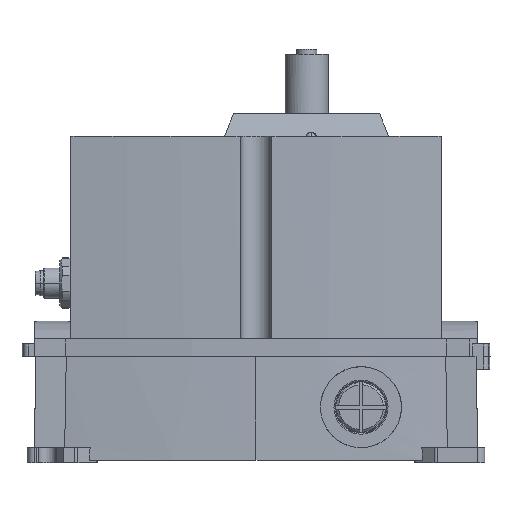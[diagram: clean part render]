
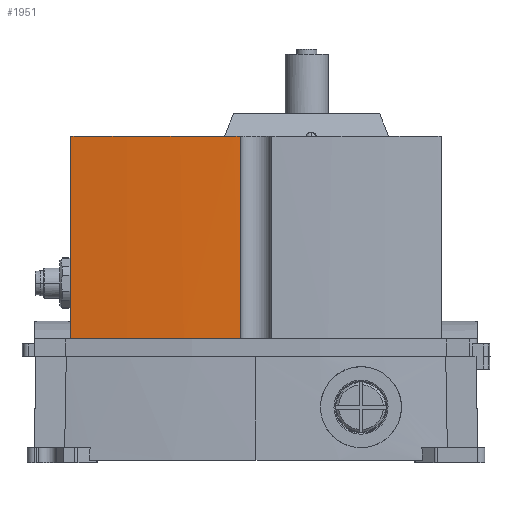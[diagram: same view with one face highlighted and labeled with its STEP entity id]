
A CAD part, front view. The second image highlights one B-rep face of the part: STEP entity #1951.
In plain terms, the highlighted cylindrical face has radius 588.61 mm (diameter 1177.22 mm), a partial arc.
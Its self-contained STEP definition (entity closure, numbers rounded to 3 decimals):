
#1353=AXIS2_PLACEMENT_3D('Circle Axis2P3D',#1351,#1352,$) ;
#1360=AXIS2_PLACEMENT_3D('Circle Axis2P3D',#1358,#1359,$) ;
#1367=AXIS2_PLACEMENT_3D('Circle Axis2P3D',#1365,#1366,$) ;
#1929=AXIS2_PLACEMENT_3D('Cylinder Axis2P3D',#1926,#1927,#1928) ;
#1933=AXIS2_PLACEMENT_3D('Circle Axis2P3D',#1931,#1932,$) ;
#1348=CARTESIAN_POINT('Vertex',(19.,7.118,129.)) ;
#1351=CARTESIAN_POINT('Axis2P3D Location',(92.508,591.12,129.)) ;
#1355=CARTESIAN_POINT('Vertex',(20.721,6.904,129.)) ;
#1358=CARTESIAN_POINT('Axis2P3D Location',(92.508,591.12,129.)) ;
#1362=CARTESIAN_POINT('Vertex',(83.5,2.579,129.)) ;
#1365=CARTESIAN_POINT('Axis2P3D Location',(92.508,591.12,129.)) ;
#1369=CARTESIAN_POINT('Vertex',(86.5,2.541,129.)) ;
#1762=CARTESIAN_POINT('Vertex',(19.,7.118,49.)) ;
#1765=CARTESIAN_POINT('Line Origine',(19.,7.118,89.)) ;
#1926=CARTESIAN_POINT('Axis2P3D Location',(92.508,591.12,89.)) ;
#1931=CARTESIAN_POINT('Axis2P3D Location',(92.508,591.12,49.)) ;
#1935=CARTESIAN_POINT('Vertex',(86.5,2.541,49.)) ;
#1938=CARTESIAN_POINT('Line Origine',(86.5,2.541,89.)) ;
#1352=DIRECTION('Axis2P3D Direction',(0.,0.,-1.)) ;
#1359=DIRECTION('Axis2P3D Direction',(0.,0.,-1.)) ;
#1366=DIRECTION('Axis2P3D Direction',(0.,0.,-1.)) ;
#1766=DIRECTION('Vector Direction',(0.,0.,-1.)) ;
#1927=DIRECTION('Axis2P3D Direction',(-0.,0.,-1.)) ;
#1928=DIRECTION('Axis2P3D XDirection',(-0.01,-1.,0.)) ;
#1932=DIRECTION('Axis2P3D Direction',(-0.,0.,-1.)) ;
#1939=DIRECTION('Vector Direction',(0.,0.,-1.)) ;
#1767=VECTOR('Line Direction',#1766,1.) ;
#1940=VECTOR('Line Direction',#1939,1.) ;
#1944=ORIENTED_EDGE('',*,*,#1364,.F.) ;
#1945=ORIENTED_EDGE('',*,*,#1357,.T.) ;
#1946=ORIENTED_EDGE('',*,*,#1769,.F.) ;
#1947=ORIENTED_EDGE('',*,*,#1937,.F.) ;
#1948=ORIENTED_EDGE('',*,*,#1942,.T.) ;
#1949=ORIENTED_EDGE('',*,*,#1371,.T.) ;
#1951=ADVANCED_FACE('Brep With Voids.1',(#1950),#1930,.T.) ;
#1354=CIRCLE('generated circle',#1353,588.61) ;
#1361=CIRCLE('generated circle',#1360,588.61) ;
#1368=CIRCLE('generated circle',#1367,588.61) ;
#1934=CIRCLE('generated circle',#1933,588.61) ;
#1930=CYLINDRICAL_SURFACE('generated cylinder',#1929,588.61) ;
#1357=EDGE_CURVE('',#1356,#1349,#1354,.T.) ;
#1364=EDGE_CURVE('',#1356,#1363,#1361,.F.) ;
#1371=EDGE_CURVE('',#1370,#1363,#1368,.T.) ;
#1769=EDGE_CURVE('',#1763,#1349,#1768,.F.) ;
#1937=EDGE_CURVE('',#1936,#1763,#1934,.T.) ;
#1942=EDGE_CURVE('',#1936,#1370,#1941,.F.) ;
#1943=EDGE_LOOP('',(#1944,#1945,#1946,#1947,#1948,#1949)) ;
#1950=FACE_OUTER_BOUND('',#1943,.T.) ;
#1768=LINE('Line',#1765,#1767) ;
#1941=LINE('Line',#1938,#1940) ;
#1349=VERTEX_POINT('',#1348) ;
#1356=VERTEX_POINT('',#1355) ;
#1363=VERTEX_POINT('',#1362) ;
#1370=VERTEX_POINT('',#1369) ;
#1763=VERTEX_POINT('',#1762) ;
#1936=VERTEX_POINT('',#1935) ;
